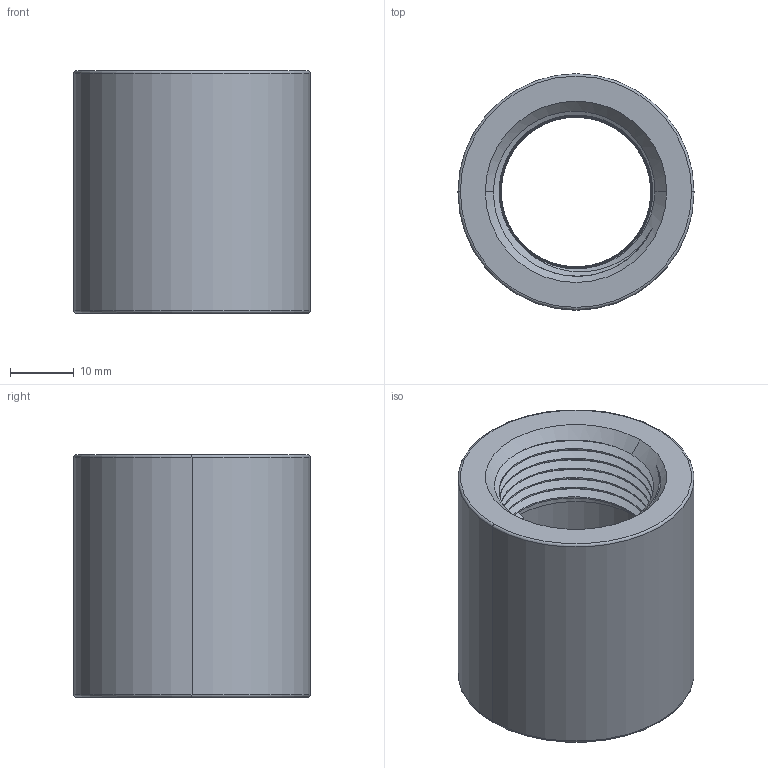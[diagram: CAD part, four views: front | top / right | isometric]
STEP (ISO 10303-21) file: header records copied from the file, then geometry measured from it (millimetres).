
FILE_DESCRIPTION (( 'STEP AP203' ), '1' );
FILE_NAME ('4464K355_304 Stainless Steel Threaded Pipe Fitting.STEP', '2021-09-09T04:01:59', ( 'Administrator' ), ( 'Managed by Terraform' ), 'SwSTEP 2.0', 'SolidWorks 2017', '' );
FILE_SCHEMA (( 'CONFIG_CONTROL_DESIGN' ));
Length unit declared in the file: inch
Products named in the file (1): 4464K355_304 Stainless Steel Threaded Pipe Fitting
Bounding box: 37.08 x 37.08 x 38.1 mm (x, y, z)
Volume: 20624.8 mm3; surface area: 10223.6 mm2
Topology: 1 solids, 1 shells, 54 faces, 146 edges, 96 vertices
Faces by surface type: cone 34, plane 6, bspline 6, torus 4, cylinder 4
Entity records: 8505 total; most frequent: CARTESIAN_POINT 7205, ORIENTED_EDGE 292, DIRECTION 194, EDGE_CURVE 146, VERTEX_POINT 96, B_SPLINE_CURVE_WITH_KNOTS 76, AXIS2_PLACEMENT_3D 75, EDGE_LOOP 58
